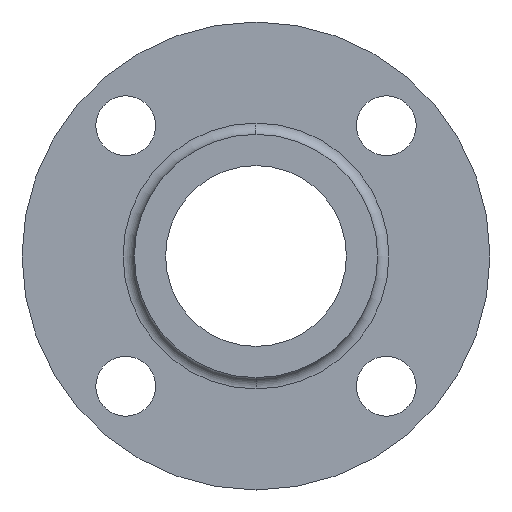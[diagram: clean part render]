
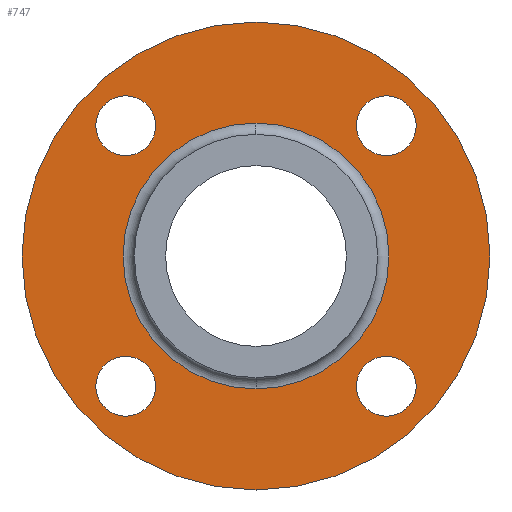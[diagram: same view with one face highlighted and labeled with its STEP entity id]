
A CAD part, left-side view. The second image highlights one B-rep face of the part: STEP entity #747.
In plain terms, the highlighted planar face has unit normal (-1, 0, 0).
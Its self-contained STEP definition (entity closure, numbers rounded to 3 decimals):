
#2 = EDGE_CURVE ( 'NONE', #713, #5, #700, .T. ) ;
#5 = VERTEX_POINT ( 'NONE', #30 ) ;
#23 = CIRCLE ( 'NONE', #262, 8. ) ;
#25 = AXIS2_PLACEMENT_3D ( 'NONE', #150, #442, #308 ) ;
#28 = CARTESIAN_POINT ( 'NONE',  ( -16., 0., 35.5 ) ) ;
#30 = CARTESIAN_POINT ( 'NONE',  ( -16., -34.79, -42.79 ) ) ;
#40 = CARTESIAN_POINT ( 'NONE',  ( -16., -34.79, 34.79 ) ) ;
#52 = FACE_OUTER_BOUND ( 'NONE', #127, .T. ) ;
#53 = EDGE_LOOP ( 'NONE', ( #79, #306 ) ) ;
#60 = DIRECTION ( 'NONE',  ( 1., 0., 0. ) ) ;
#65 = AXIS2_PLACEMENT_3D ( 'NONE', #339, #574, #279 ) ;
#79 = ORIENTED_EDGE ( 'NONE', *, *, #141, .T. ) ;
#84 = DIRECTION ( 'NONE',  ( 1., 0., 0. ) ) ;
#99 = AXIS2_PLACEMENT_3D ( 'NONE', #159, #263, #464 ) ;
#102 = CARTESIAN_POINT ( 'NONE',  ( -16., 0., 62.5 ) ) ;
#104 = ORIENTED_EDGE ( 'NONE', *, *, #628, .F. ) ;
#105 = FACE_BOUND ( 'NONE', #468, .T. ) ;
#110 = AXIS2_PLACEMENT_3D ( 'NONE', #40, #608, #502 ) ;
#114 = CARTESIAN_POINT ( 'NONE',  ( -16., 34.79, -26.79 ) ) ;
#116 = CIRCLE ( 'NONE', #543, 62.5 ) ;
#125 = DIRECTION ( 'NONE',  ( 1., 0., 0. ) ) ;
#127 = EDGE_LOOP ( 'NONE', ( #104, #384 ) ) ;
#132 = VERTEX_POINT ( 'NONE', #598 ) ;
#134 = AXIS2_PLACEMENT_3D ( 'NONE', #660, #550, #367 ) ;
#137 = CARTESIAN_POINT ( 'NONE',  ( -16., -34.79, 26.79 ) ) ;
#141 = EDGE_CURVE ( 'NONE', #236, #132, #239, .T. ) ;
#147 = AXIS2_PLACEMENT_3D ( 'NONE', #235, #355, #477 ) ;
#150 = CARTESIAN_POINT ( 'NONE',  ( -16., -34.79, 34.79 ) ) ;
#159 = CARTESIAN_POINT ( 'NONE',  ( -16., -34.79, -34.79 ) ) ;
#164 = DIRECTION ( 'NONE',  ( 0., 0., -1. ) ) ;
#165 = VERTEX_POINT ( 'NONE', #288 ) ;
#167 = DIRECTION ( 'NONE',  ( 0., 0., -1. ) ) ;
#171 = PLANE ( 'NONE',  #252 ) ;
#184 = AXIS2_PLACEMENT_3D ( 'NONE', #618, #84, #257 ) ;
#198 = ORIENTED_EDGE ( 'NONE', *, *, #277, .T. ) ;
#209 = CARTESIAN_POINT ( 'NONE',  ( -16., 34.79, -42.79 ) ) ;
#235 = CARTESIAN_POINT ( 'NONE',  ( -16., -34.79, -34.79 ) ) ;
#236 = VERTEX_POINT ( 'NONE', #137 ) ;
#239 = CIRCLE ( 'NONE', #110, 8. ) ;
#252 = AXIS2_PLACEMENT_3D ( 'NONE', #629, #60, #693 ) ;
#257 = DIRECTION ( 'NONE',  ( 0., 0., -1. ) ) ;
#262 = AXIS2_PLACEMENT_3D ( 'NONE', #655, #125, #525 ) ;
#263 = DIRECTION ( 'NONE',  ( 1., 0., 0. ) ) ;
#269 = CARTESIAN_POINT ( 'NONE',  ( -16., 0., 0. ) ) ;
#276 = CIRCLE ( 'NONE', #376, 35.5 ) ;
#277 = EDGE_CURVE ( 'NONE', #5, #713, #670, .T. ) ;
#279 = DIRECTION ( 'NONE',  ( 0., 0., -1. ) ) ;
#283 = CARTESIAN_POINT ( 'NONE',  ( -16., 0., 0. ) ) ;
#288 = CARTESIAN_POINT ( 'NONE',  ( -16., 0., -62.5 ) ) ;
#306 = ORIENTED_EDGE ( 'NONE', *, *, #538, .T. ) ;
#308 = DIRECTION ( 'NONE',  ( 0., 0., -1. ) ) ;
#311 = EDGE_CURVE ( 'NONE', #533, #708, #729, .T. ) ;
#318 = ORIENTED_EDGE ( 'NONE', *, *, #2, .T. ) ;
#325 = CARTESIAN_POINT ( 'NONE',  ( -16., 0., 0. ) ) ;
#327 = DIRECTION ( 'NONE',  ( 0., 0., -1. ) ) ;
#336 = FACE_BOUND ( 'NONE', #53, .T. ) ;
#339 = CARTESIAN_POINT ( 'NONE',  ( -16., 34.79, 34.79 ) ) ;
#349 = DIRECTION ( 'NONE',  ( 1., 0., 0. ) ) ;
#355 = DIRECTION ( 'NONE',  ( 1., 0., 0. ) ) ;
#357 = EDGE_CURVE ( 'NONE', #529, #636, #23, .T. ) ;
#367 = DIRECTION ( 'NONE',  ( 0., 0., -1. ) ) ;
#373 = ORIENTED_EDGE ( 'NONE', *, *, #496, .T. ) ;
#376 = AXIS2_PLACEMENT_3D ( 'NONE', #269, #507, #167 ) ;
#384 = ORIENTED_EDGE ( 'NONE', *, *, #399, .F. ) ;
#388 = CIRCLE ( 'NONE', #65, 8. ) ;
#394 = FACE_BOUND ( 'NONE', #416, .T. ) ;
#399 = EDGE_CURVE ( 'NONE', #626, #165, #116, .T. ) ;
#400 = CIRCLE ( 'NONE', #25, 8. ) ;
#416 = EDGE_LOOP ( 'NONE', ( #665, #595 ) ) ;
#438 = CARTESIAN_POINT ( 'NONE',  ( -16., 34.79, 26.79 ) ) ;
#442 = DIRECTION ( 'NONE',  ( 1., 0., 0. ) ) ;
#455 = FACE_BOUND ( 'NONE', #483, .T. ) ;
#464 = DIRECTION ( 'NONE',  ( 0., 0., -1. ) ) ;
#467 = EDGE_CURVE ( 'NONE', #708, #533, #633, .T. ) ;
#468 = EDGE_LOOP ( 'NONE', ( #198, #318 ) ) ;
#472 = ORIENTED_EDGE ( 'NONE', *, *, #710, .T. ) ;
#477 = DIRECTION ( 'NONE',  ( 0., 0., -1. ) ) ;
#478 = AXIS2_PLACEMENT_3D ( 'NONE', #325, #680, #164 ) ;
#480 = ORIENTED_EDGE ( 'NONE', *, *, #357, .T. ) ;
#483 = EDGE_LOOP ( 'NONE', ( #696, #373 ) ) ;
#487 = VERTEX_POINT ( 'NONE', #503 ) ;
#496 = EDGE_CURVE ( 'NONE', #545, #487, #515, .T. ) ;
#502 = DIRECTION ( 'NONE',  ( 0., 0., -1. ) ) ;
#503 = CARTESIAN_POINT ( 'NONE',  ( -16., 0., -35.5 ) ) ;
#507 = DIRECTION ( 'NONE',  ( 1., 0., 0. ) ) ;
#512 = CARTESIAN_POINT ( 'NONE',  ( -16., 34.79, 42.79 ) ) ;
#515 = CIRCLE ( 'NONE', #184, 35.5 ) ;
#525 = DIRECTION ( 'NONE',  ( 0., 0., -1. ) ) ;
#529 = VERTEX_POINT ( 'NONE', #438 ) ;
#533 = VERTEX_POINT ( 'NONE', #209 ) ;
#538 = EDGE_CURVE ( 'NONE', #132, #236, #400, .T. ) ;
#543 = AXIS2_PLACEMENT_3D ( 'NONE', #283, #349, #583 ) ;
#545 = VERTEX_POINT ( 'NONE', #28 ) ;
#550 = DIRECTION ( 'NONE',  ( 1., 0., 0. ) ) ;
#560 = CARTESIAN_POINT ( 'NONE',  ( -16., 34.79, -34.79 ) ) ;
#574 = DIRECTION ( 'NONE',  ( 1., 0., 0. ) ) ;
#583 = DIRECTION ( 'NONE',  ( 0., 0., -1. ) ) ;
#586 = EDGE_LOOP ( 'NONE', ( #480, #472 ) ) ;
#595 = ORIENTED_EDGE ( 'NONE', *, *, #467, .T. ) ;
#598 = CARTESIAN_POINT ( 'NONE',  ( -16., -34.79, 42.79 ) ) ;
#608 = DIRECTION ( 'NONE',  ( 1., 0., 0. ) ) ;
#614 = EDGE_CURVE ( 'NONE', #487, #545, #276, .T. ) ;
#618 = CARTESIAN_POINT ( 'NONE',  ( -16., 0., 0. ) ) ;
#626 = VERTEX_POINT ( 'NONE', #102 ) ;
#628 = EDGE_CURVE ( 'NONE', #165, #626, #672, .T. ) ;
#629 = CARTESIAN_POINT ( 'NONE',  ( -16., 0., 0. ) ) ;
#633 = CIRCLE ( 'NONE', #134, 8. ) ;
#636 = VERTEX_POINT ( 'NONE', #512 ) ;
#655 = CARTESIAN_POINT ( 'NONE',  ( -16., 34.79, 34.79 ) ) ;
#660 = CARTESIAN_POINT ( 'NONE',  ( -16., 34.79, -34.79 ) ) ;
#665 = ORIENTED_EDGE ( 'NONE', *, *, #311, .T. ) ;
#670 = CIRCLE ( 'NONE', #99, 8. ) ;
#672 = CIRCLE ( 'NONE', #478, 62.5 ) ;
#680 = DIRECTION ( 'NONE',  ( 1., 0., 0. ) ) ;
#693 = DIRECTION ( 'NONE',  ( 0., 0., -1. ) ) ;
#696 = ORIENTED_EDGE ( 'NONE', *, *, #614, .T. ) ;
#700 = CIRCLE ( 'NONE', #147, 8. ) ;
#708 = VERTEX_POINT ( 'NONE', #114 ) ;
#710 = EDGE_CURVE ( 'NONE', #636, #529, #388, .T. ) ;
#713 = VERTEX_POINT ( 'NONE', #736 ) ;
#727 = DIRECTION ( 'NONE',  ( 1., 0., 0. ) ) ;
#729 = CIRCLE ( 'NONE', #753, 8. ) ;
#736 = CARTESIAN_POINT ( 'NONE',  ( -16., -34.79, -26.79 ) ) ;
#744 = FACE_BOUND ( 'NONE', #586, .T. ) ;
#747 = ADVANCED_FACE ( 'NONE', ( #455, #52, #744, #394, #105, #336 ), #171, .F. ) ;
#753 = AXIS2_PLACEMENT_3D ( 'NONE', #560, #727, #327 ) ;
